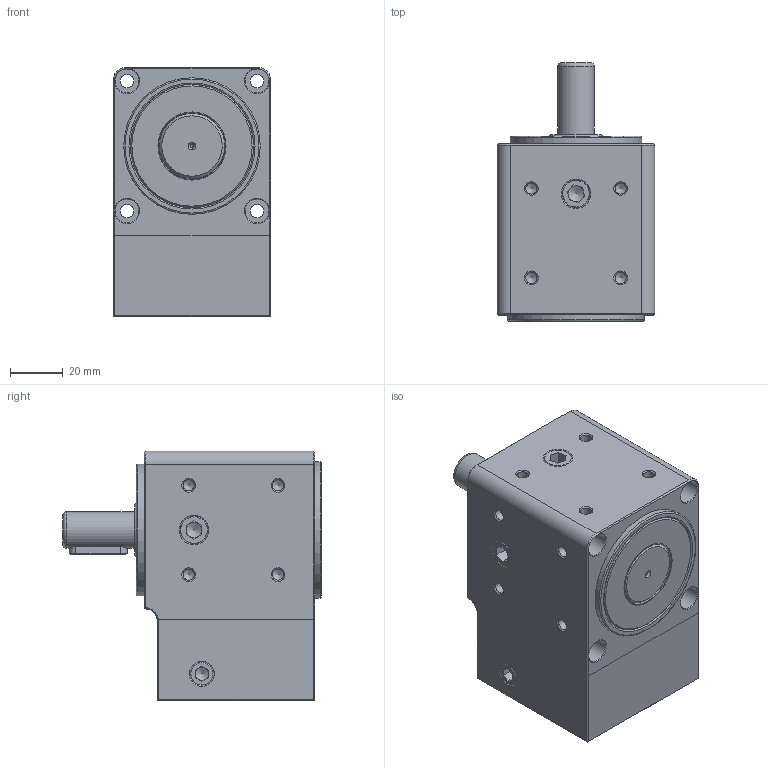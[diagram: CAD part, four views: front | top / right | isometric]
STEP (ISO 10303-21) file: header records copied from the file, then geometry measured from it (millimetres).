
FILE_DESCRIPTION (( 'STEP AP203' ), '1' );
FILE_NAME ('GSZ60-03K-SV2.step', '2021-06-01T02:38:17', ( 'Microsoft' ), ( 'Microsoft' ), 'SwSTEP 2.0', 'SolidWorks 2019', '' );
FILE_SCHEMA (( 'CONFIG_CONTROL_DESIGN' ));
Length unit declared in the file: millimetre
Products named in the file (1): GSZ60-03K-SV2
Bounding box: 60 x 98.5 x 95 mm (x, y, z)
Volume: 251834.9 mm3; surface area: 87140.9 mm2
Topology: 18 solids, 18 shells, 859 faces, 2164 edges, 1382 vertices
Faces by surface type: plane 373, bspline 181, cone 149, cylinder 125, torus 31
Full cylindrical faces by diameter (mm): 1.5 x2, 3.3 x4, 4 x9, 4.2 x22, 5 x4, 5.5 x1, 6 x2, 7 x5, 8 x4, 8.5 x2, 9 x4, 10 x2, 10.2 x3, 12 x4, 14 x2, 14.4 x1, 17.5 x1, 18 x1, 19.8 x2, 20 x5, 25 x2, 27.137 x2, 28 x1, 32 x2, 33.405 x1, 36.5 x1, 37 x3, 40 x1, 43 x1, 44.698 x1
Entity records: 31429 total; most frequent: CARTESIAN_POINT 13550, ORIENTED_EDGE 3600, DIRECTION 3153, EDGE_CURVE 1800, VERTEX_POINT 1270, EDGE_LOOP 1192, AXIS2_PLACEMENT_3D 1114, FACE_OUTER_BOUND 987
